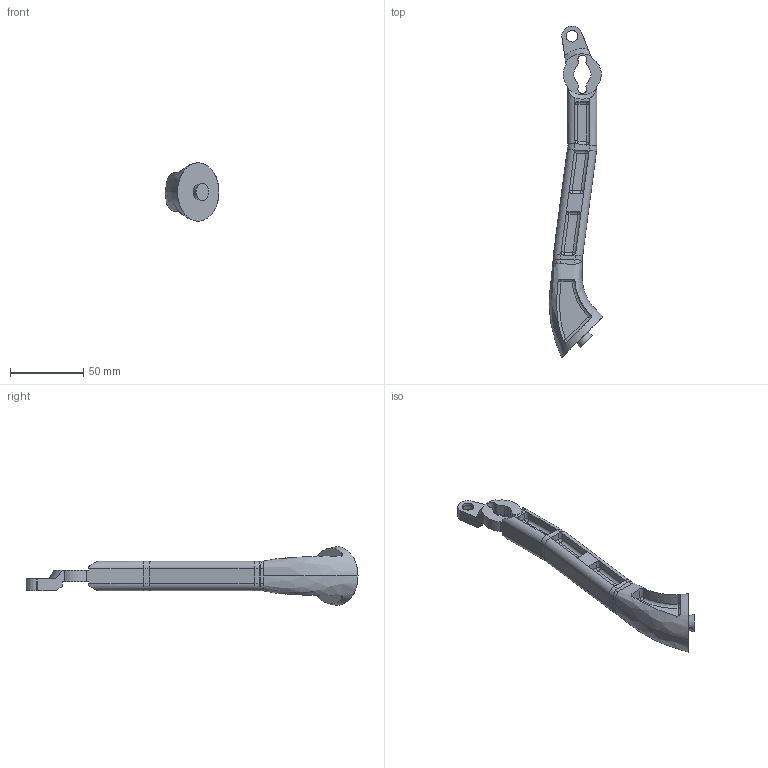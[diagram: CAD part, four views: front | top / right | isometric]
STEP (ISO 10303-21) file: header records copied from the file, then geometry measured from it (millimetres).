
FILE_DESCRIPTION (( 'STEP AP214' ), '1' );
FILE_NAME ('苤虯.STEP', '2022-12-16T11:34:32', ( '' ), ( '' ), 'SwSTEP 2.0', 'SolidWorks 2021', '' );
FILE_SCHEMA (( 'AUTOMOTIVE_DESIGN' ));
Length unit declared in the file: millimetre
Products named in the file (1): 苤虯
Bounding box: 36.87 x 227.22 x 39.98 mm (x, y, z)
Volume: 57844.6 mm3; surface area: 23304.3 mm2
Topology: 1 solids, 1 shells, 238 faces, 603 edges, 350 vertices
Faces by surface type: cylinder 105, plane 64, sphere 36, bspline 19, torus 8, cone 6
Entity records: 9592 total; most frequent: CARTESIAN_POINT 4034, DIRECTION 1199, ORIENTED_EDGE 1148, EDGE_CURVE 574, AXIS2_PLACEMENT_3D 477, VERTEX_POINT 344, CIRCLE 257, EDGE_LOOP 248
